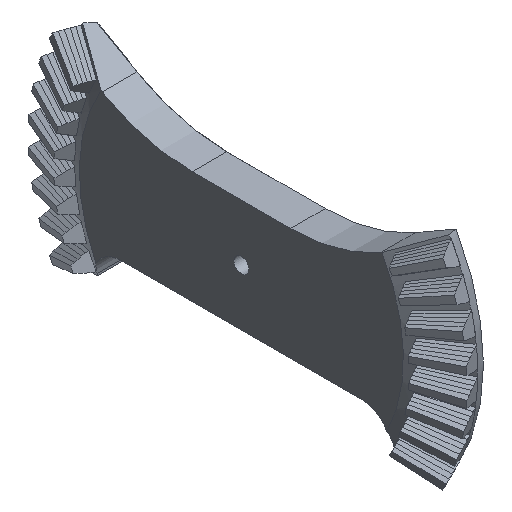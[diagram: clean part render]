
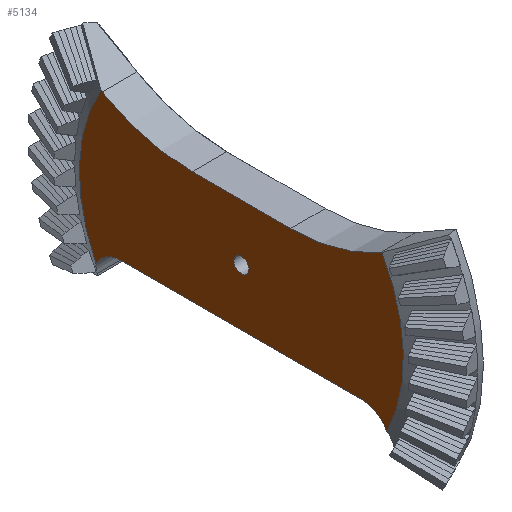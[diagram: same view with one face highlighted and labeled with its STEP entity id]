
A CAD part, isometric view. The second image highlights one B-rep face of the part: STEP entity #5134.
In plain terms, the highlighted planar face has unit normal (-1, 0, 0).
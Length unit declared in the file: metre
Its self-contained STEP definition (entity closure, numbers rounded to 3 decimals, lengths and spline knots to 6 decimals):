
#17=PLANE('',#5460);
#317=LINE('',#7517,#941);
#318=LINE('',#7521,#942);
#319=LINE('',#7525,#943);
#320=LINE('',#7528,#944);
#941=VECTOR('',#5861,1.);
#942=VECTOR('',#5864,1.);
#943=VECTOR('',#5867,1.);
#944=VECTOR('',#5870,1.);
#1559=CIRCLE('',#5419,0.03601);
#1578=CIRCLE('',#5439,0.03601);
#1580=CIRCLE('',#5461,0.04);
#1581=CIRCLE('',#5462,0.04);
#1582=CIRCLE('',#5463,0.006);
#1583=CIRCLE('',#5464,0.006);
#1584=CIRCLE('',#5465,0.00165);
#1720=ORIENTED_EDGE('',*,*,#3285,.F.);
#1721=ORIENTED_EDGE('',*,*,#3286,.F.);
#1722=ORIENTED_EDGE('',*,*,#3287,.T.);
#1723=ORIENTED_EDGE('',*,*,#3288,.F.);
#1724=ORIENTED_EDGE('',*,*,#3289,.T.);
#1725=ORIENTED_EDGE('',*,*,#3174,.F.);
#1726=ORIENTED_EDGE('',*,*,#3290,.F.);
#1727=ORIENTED_EDGE('',*,*,#3291,.T.);
#1728=ORIENTED_EDGE('',*,*,#3292,.F.);
#1729=ORIENTED_EDGE('',*,*,#3247,.F.);
#1730=ORIENTED_EDGE('',*,*,#3293,.T.);
#3174=EDGE_CURVE('',#3961,#3962,#1559,.F.);
#3247=EDGE_CURVE('',#4034,#3998,#1578,.F.);
#3285=EDGE_CURVE('',#4063,#4034,#317,.T.);
#3286=EDGE_CURVE('',#4064,#4063,#1580,.T.);
#3287=EDGE_CURVE('',#4064,#4065,#318,.T.);
#3288=EDGE_CURVE('',#4066,#4065,#1581,.T.);
#3289=EDGE_CURVE('',#4066,#3962,#319,.T.);
#3290=EDGE_CURVE('',#4067,#3961,#1582,.T.);
#3291=EDGE_CURVE('',#4067,#4068,#320,.T.);
#3292=EDGE_CURVE('',#3998,#4068,#1583,.T.);
#3293=EDGE_CURVE('',#4069,#4069,#1584,.F.);
#3961=VERTEX_POINT('',#7103);
#3962=VERTEX_POINT('',#7105);
#3998=VERTEX_POINT('',#7253);
#4034=VERTEX_POINT('',#7400);
#4063=VERTEX_POINT('',#7518);
#4064=VERTEX_POINT('',#7520);
#4065=VERTEX_POINT('',#7522);
#4066=VERTEX_POINT('',#7524);
#4067=VERTEX_POINT('',#7527);
#4068=VERTEX_POINT('',#7529);
#4069=VERTEX_POINT('',#7532);
#4567=EDGE_LOOP('',(#1720,#1721,#1722,#1723,#1724,#1725,#1726,#1727,#1728,
#1729));
#4568=EDGE_LOOP('',(#1730));
#4845=FACE_BOUND('',#4567,.T.);
#4846=FACE_BOUND('',#4568,.T.);
#5134=ADVANCED_FACE('',(#4845,#4846),#17,.T.);
#5419=AXIS2_PLACEMENT_3D('',#7104,#5771,#5772);
#5439=AXIS2_PLACEMENT_3D('',#7401,#5815,#5816);
#5460=AXIS2_PLACEMENT_3D('',#7516,#5859,#5860);
#5461=AXIS2_PLACEMENT_3D('',#7519,#5862,#5863);
#5462=AXIS2_PLACEMENT_3D('',#7523,#5865,#5866);
#5463=AXIS2_PLACEMENT_3D('',#7526,#5868,#5869);
#5464=AXIS2_PLACEMENT_3D('',#7530,#5871,#5872);
#5465=AXIS2_PLACEMENT_3D('',#7531,#5873,#5874);
#5771=DIRECTION('',(-1.,0.,0.));
#5772=DIRECTION('',(0.,0.,1.));
#5815=DIRECTION('',(-1.,0.,0.));
#5816=DIRECTION('',(0.,0.,1.));
#5859=DIRECTION('',(-1.,0.,0.));
#5860=DIRECTION('',(0.,0.998,-0.065));
#5861=DIRECTION('',(0.,-0.866,0.5));
#5862=DIRECTION('',(-1.,0.,0.));
#5863=DIRECTION('',(0.,0.,1.));
#5864=DIRECTION('',(0.,1.,0.));
#5865=DIRECTION('',(-1.,0.,0.));
#5866=DIRECTION('',(0.,0.,1.));
#5867=DIRECTION('',(0.,0.866,0.5));
#5868=DIRECTION('',(-1.,0.,0.));
#5869=DIRECTION('',(0.,0.,1.));
#5870=DIRECTION('',(0.,-1.,0.));
#5871=DIRECTION('',(-1.,0.,0.));
#5872=DIRECTION('',(0.,0.,1.));
#5873=DIRECTION('',(-1.,0.,0.));
#5874=DIRECTION('',(0.,0.,1.));
#7103=CARTESIAN_POINT('',(0.242845,0.082313,0.104107));
#7104=CARTESIAN_POINT('',(0.242845,0.05,0.12));
#7105=CARTESIAN_POINT('',(0.242845,0.081185,0.138005));
#7253=CARTESIAN_POINT('',(0.242845,0.017687,0.104107));
#7400=CARTESIAN_POINT('',(0.242845,0.018815,0.138005));
#7401=CARTESIAN_POINT('',(0.242845,0.05,0.12));
#7516=CARTESIAN_POINT('',(0.242845,0.068864,0.118764));
#7517=CARTESIAN_POINT('',(0.242845,0.064683,0.111523));
#7518=CARTESIAN_POINT('',(0.242845,0.019067,0.137859));
#7519=CARTESIAN_POINT('',(0.242845,0.039067,0.1725));
#7520=CARTESIAN_POINT('',(0.242845,0.039067,0.1325));
#7521=CARTESIAN_POINT('',(0.242845,0.068864,0.1325));
#7522=CARTESIAN_POINT('',(0.242845,0.060933,0.1325));
#7523=CARTESIAN_POINT('',(0.242845,0.060933,0.1725));
#7524=CARTESIAN_POINT('',(0.242845,0.080933,0.137859));
#7525=CARTESIAN_POINT('',(0.242845,0.063613,0.127859));
#7526=CARTESIAN_POINT('',(0.242845,0.076909,0.1015));
#7527=CARTESIAN_POINT('',(0.242845,0.076909,0.1075));
#7528=CARTESIAN_POINT('',(0.242845,0.068864,0.1075));
#7529=CARTESIAN_POINT('',(0.242845,0.023091,0.1075));
#7530=CARTESIAN_POINT('',(0.242845,0.023091,0.1015));
#7531=CARTESIAN_POINT('',(0.242845,0.05,0.12));
#7532=CARTESIAN_POINT('',(0.242845,0.05,0.12165));
